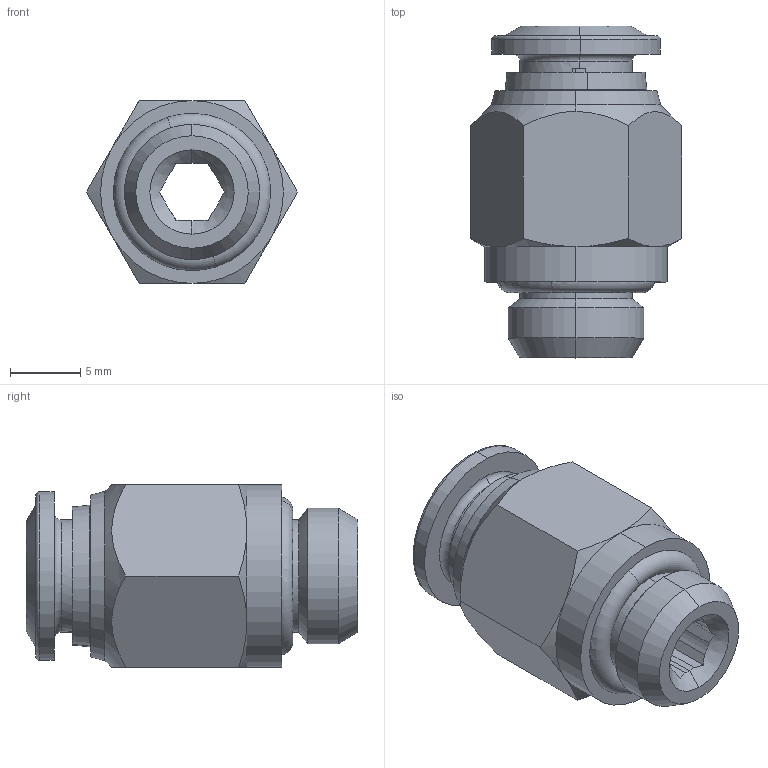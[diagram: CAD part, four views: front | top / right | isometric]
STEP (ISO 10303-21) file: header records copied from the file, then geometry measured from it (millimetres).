
FILE_DESCRIPTION (( 'STEP AP214' ), '1' );
FILE_NAME ('7002000003A.STEP', '2024-10-22T12:35:20', ( '' ), ( '' ), 'SwSTEP 2.0', 'SolidWorks 2020', '' );
FILE_SCHEMA (( 'AUTOMOTIVE_DESIGN' ));
Length unit declared in the file: millimetre
Products named in the file (1): 7002000003A
Bounding box: 15.01 x 23.6 x 13 mm (x, y, z)
Volume: 2028.8 mm3; surface area: 1641.6 mm2
Topology: 1 solids, 1 shells, 85 faces, 208 edges, 130 vertices
Faces by surface type: plane 31, cone 26, cylinder 22, torus 6
Entity records: 3576 total; most frequent: CARTESIAN_POINT 644, DIRECTION 426, ORIENTED_EDGE 416, EDGE_CURVE 208, AXIS2_PLACEMENT_3D 176, VERTEX_POINT 130, EDGE_LOOP 92, CIRCLE 90
